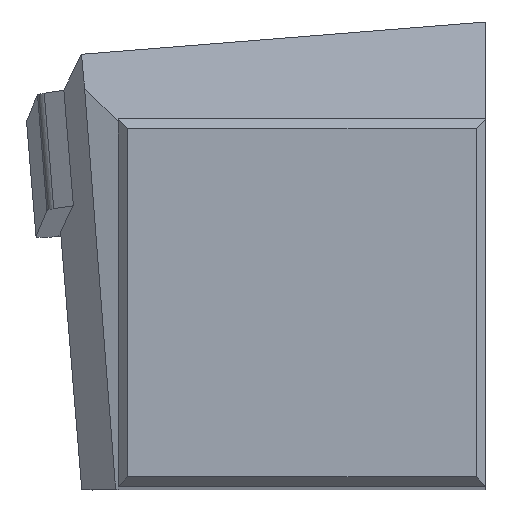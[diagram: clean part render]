
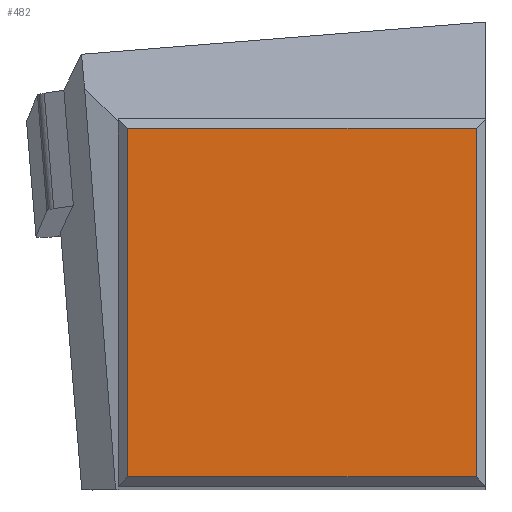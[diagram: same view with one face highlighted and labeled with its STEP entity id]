
A CAD part, top view. The second image highlights one B-rep face of the part: STEP entity #482.
In plain terms, the highlighted planar face has unit normal (0, 0, 1).
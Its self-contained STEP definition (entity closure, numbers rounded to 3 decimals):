
#112=DIRECTION('',(-1.,0.,0.));
#113=VECTOR('',#112,19.);
#114=CARTESIAN_POINT('',(-0.5,19.5,0.));
#115=LINE('',#114,#113);
#119=DIRECTION('',(0.,1.,0.));
#120=VECTOR('',#119,19.);
#121=CARTESIAN_POINT('',(-0.5,0.5,0.));
#122=LINE('',#121,#120);
#126=DIRECTION('',(1.,0.,0.));
#127=VECTOR('',#126,19.);
#128=CARTESIAN_POINT('',(-19.5,0.5,0.));
#129=LINE('',#128,#127);
#133=DIRECTION('',(0.,-1.,0.));
#134=VECTOR('',#133,19.);
#135=CARTESIAN_POINT('',(-19.5,19.5,0.));
#136=LINE('',#135,#134);
#419=CARTESIAN_POINT('',(-0.5,19.5,0.));
#420=CARTESIAN_POINT('',(-19.5,19.5,0.));
#421=VERTEX_POINT('',#419);
#422=VERTEX_POINT('',#420);
#429=CARTESIAN_POINT('',(-0.5,0.5,0.));
#430=VERTEX_POINT('',#429);
#433=CARTESIAN_POINT('',(-19.5,0.5,0.));
#434=VERTEX_POINT('',#433);
#467=CARTESIAN_POINT('',(0.,0.,0.));
#468=DIRECTION('',(0.,0.,-1.));
#469=DIRECTION('',(0.,1.,0.));
#470=AXIS2_PLACEMENT_3D('',#467,#468,#469);
#471=PLANE('',#470);
#473=ORIENTED_EDGE('',*,*,#472,.F.);
#475=ORIENTED_EDGE('',*,*,#474,.F.);
#477=ORIENTED_EDGE('',*,*,#476,.F.);
#479=ORIENTED_EDGE('',*,*,#478,.F.);
#480=EDGE_LOOP('',(#473,#475,#477,#479));
#481=FACE_OUTER_BOUND('',#480,.F.);
#472=EDGE_CURVE('',#421,#422,#115,.T.);
#474=EDGE_CURVE('',#430,#421,#122,.T.);
#476=EDGE_CURVE('',#434,#430,#129,.T.);
#478=EDGE_CURVE('',#422,#434,#136,.T.);
#482=ADVANCED_FACE('',(#481),#471,.F.);
